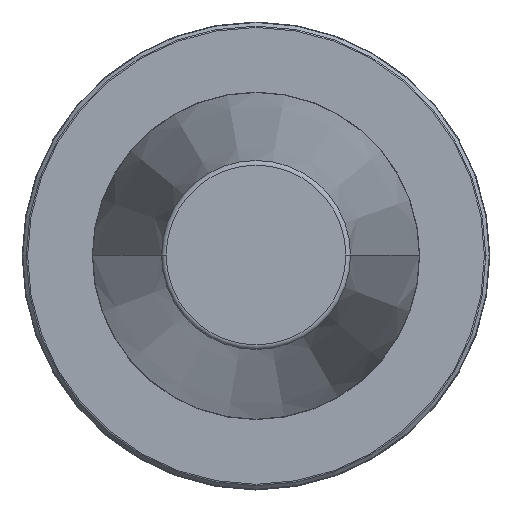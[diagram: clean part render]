
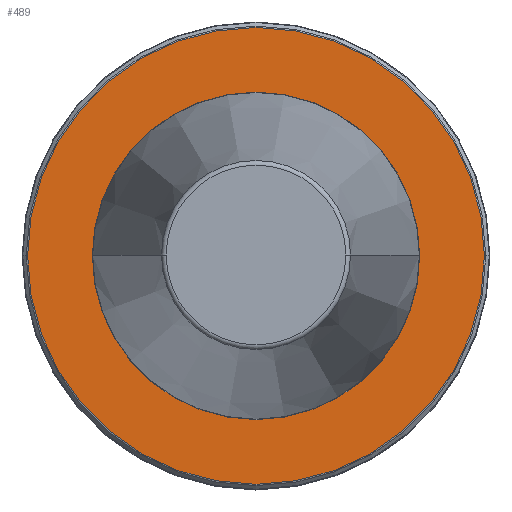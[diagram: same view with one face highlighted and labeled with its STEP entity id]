
A CAD part, top view. The second image highlights one B-rep face of the part: STEP entity #489.
In plain terms, the highlighted planar face has unit normal (0, 0, 1).
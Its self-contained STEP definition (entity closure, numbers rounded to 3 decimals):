
#5 = DIRECTION ( 'NONE',  ( 1., 0., 0. ) ) ;
#213 = DIRECTION ( 'NONE',  ( 0., 0., 1. ) ) ;
#216 = EDGE_LOOP ( 'NONE', ( #1396, #2016 ) ) ;
#349 = DIRECTION ( 'NONE',  ( 0., 0., 1. ) ) ;
#358 = AXIS2_PLACEMENT_3D ( 'NONE', #978, #1338, #5 ) ;
#363 = VERTEX_POINT ( 'NONE', #1967 ) ;
#399 = EDGE_CURVE ( 'NONE', #2084, #688, #1731, .T. ) ;
#456 = EDGE_LOOP ( 'NONE', ( #1192, #1785 ) ) ;
#461 = CARTESIAN_POINT ( 'NONE',  ( 0., 0., -3. ) ) ;
#489 = ADVANCED_FACE ( 'NONE', ( #1566, #1540 ), #1328, .T. ) ;
#544 = AXIS2_PLACEMENT_3D ( 'NONE', #1182, #213, #1359 ) ;
#620 = DIRECTION ( 'NONE',  ( 1., 0., 0. ) ) ;
#624 = AXIS2_PLACEMENT_3D ( 'NONE', #1331, #349, #1510 ) ;
#688 = VERTEX_POINT ( 'NONE', #1662 ) ;
#931 = AXIS2_PLACEMENT_3D ( 'NONE', #1819, #1639, #1829 ) ;
#978 = CARTESIAN_POINT ( 'NONE',  ( 0., 0., -3. ) ) ;
#1064 = VERTEX_POINT ( 'NONE', #1920 ) ;
#1164 = CIRCLE ( 'NONE', #544, 48.834 ) ;
#1182 = CARTESIAN_POINT ( 'NONE',  ( 0., 0., -3. ) ) ;
#1192 = ORIENTED_EDGE ( 'NONE', *, *, #1371, .F. ) ;
#1328 = PLANE ( 'NONE',  #358 ) ;
#1331 = CARTESIAN_POINT ( 'NONE',  ( 0., 0., -3. ) ) ;
#1338 = DIRECTION ( 'NONE',  ( 0., 0., 1. ) ) ;
#1359 = DIRECTION ( 'NONE',  ( 1., 0., 0. ) ) ;
#1371 = EDGE_CURVE ( 'NONE', #688, #2084, #1878, .T. ) ;
#1396 = ORIENTED_EDGE ( 'NONE', *, *, #1447, .T. ) ;
#1447 = EDGE_CURVE ( 'NONE', #363, #1064, #1814, .T. ) ;
#1510 = DIRECTION ( 'NONE',  ( 1., 0., 0. ) ) ;
#1540 = FACE_BOUND ( 'NONE', #456, .T. ) ;
#1566 = FACE_OUTER_BOUND ( 'NONE', #216, .T. ) ;
#1621 = DIRECTION ( 'NONE',  ( 0., 0., 1. ) ) ;
#1639 = DIRECTION ( 'NONE',  ( 0., 0., 1. ) ) ;
#1660 = CARTESIAN_POINT ( 'NONE',  ( -35., 0., -3. ) ) ;
#1662 = CARTESIAN_POINT ( 'NONE',  ( 35., 0., -3. ) ) ;
#1715 = EDGE_CURVE ( 'NONE', #1064, #363, #1164, .T. ) ;
#1731 = CIRCLE ( 'NONE', #931, 35. ) ;
#1785 = ORIENTED_EDGE ( 'NONE', *, *, #399, .F. ) ;
#1814 = CIRCLE ( 'NONE', #1873, 48.834 ) ;
#1819 = CARTESIAN_POINT ( 'NONE',  ( 0., 0., -3. ) ) ;
#1829 = DIRECTION ( 'NONE',  ( 1., 0., 0. ) ) ;
#1873 = AXIS2_PLACEMENT_3D ( 'NONE', #461, #1621, #620 ) ;
#1878 = CIRCLE ( 'NONE', #624, 35. ) ;
#1920 = CARTESIAN_POINT ( 'NONE',  ( -48.834, 0., -3. ) ) ;
#1967 = CARTESIAN_POINT ( 'NONE',  ( 48.834, 0., -3. ) ) ;
#2016 = ORIENTED_EDGE ( 'NONE', *, *, #1715, .T. ) ;
#2084 = VERTEX_POINT ( 'NONE', #1660 ) ;
